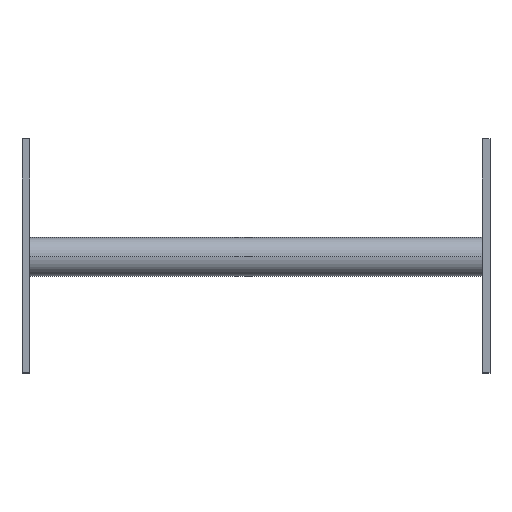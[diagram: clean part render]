
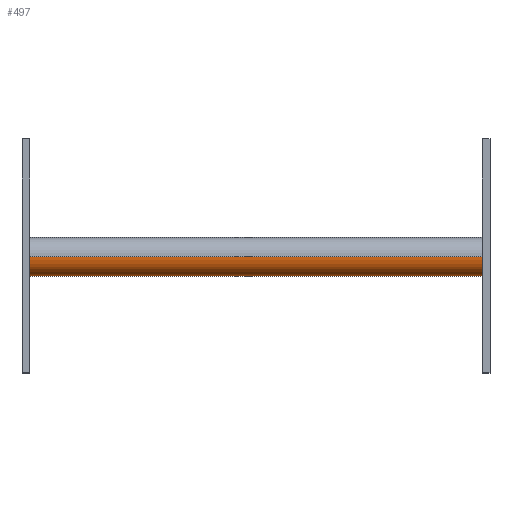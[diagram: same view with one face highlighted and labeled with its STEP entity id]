
A CAD part, top view. The second image highlights one B-rep face of the part: STEP entity #497.
In plain terms, the highlighted cylindrical face has radius 10 mm (diameter 20 mm), a partial arc.
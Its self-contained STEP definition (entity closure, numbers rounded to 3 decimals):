
#39 = FACE_OUTER_BOUND ( 'NONE', #198, .T. ) ;
#54 = AXIS2_PLACEMENT_3D ( 'NONE', #346, #68, #975 ) ;
#68 = DIRECTION ( 'NONE',  ( 0., 0., -1. ) ) ;
#88 = EDGE_CURVE ( 'NONE', #714, #992, #525, .T. ) ;
#97 = ORIENTED_EDGE ( 'NONE', *, *, #88, .F. ) ;
#105 = VECTOR ( 'NONE', #747, 1000. ) ;
#148 = EDGE_CURVE ( 'NONE', #379, #522, #166, .T. ) ;
#166 = CIRCLE ( 'NONE', #263, 10. ) ;
#198 = EDGE_LOOP ( 'NONE', ( #959, #97, #837, #734 ) ) ;
#201 = VECTOR ( 'NONE', #1053, 1000. ) ;
#212 = DIRECTION ( 'NONE',  ( 1., 0., 0. ) ) ;
#253 = CARTESIAN_POINT ( 'NONE',  ( -10., 0., 0. ) ) ;
#262 = DIRECTION ( 'NONE',  ( 0., 0., 1. ) ) ;
#263 = AXIS2_PLACEMENT_3D ( 'NONE', #353, #262, #961 ) ;
#302 = CARTESIAN_POINT ( 'NONE',  ( 0., 0., 240. ) ) ;
#346 = CARTESIAN_POINT ( 'NONE',  ( 0., 0., 240. ) ) ;
#350 = CARTESIAN_POINT ( 'NONE',  ( 10., 0., 0. ) ) ;
#353 = CARTESIAN_POINT ( 'NONE',  ( 0., 0., 0. ) ) ;
#379 = VERTEX_POINT ( 'NONE', #253 ) ;
#383 = AXIS2_PLACEMENT_3D ( 'NONE', #302, #744, #212 ) ;
#432 = CARTESIAN_POINT ( 'NONE',  ( 10., 0., 240. ) ) ;
#461 = EDGE_CURVE ( 'NONE', #992, #522, #1026, .T. ) ;
#462 = CARTESIAN_POINT ( 'NONE',  ( -10., 0., 240. ) ) ;
#497 = ADVANCED_FACE ( 'NONE', ( #39 ), #710, .T. ) ;
#522 = VERTEX_POINT ( 'NONE', #350 ) ;
#524 = LINE ( 'NONE', #920, #105 ) ;
#525 = CIRCLE ( 'NONE', #383, 10. ) ;
#710 = CYLINDRICAL_SURFACE ( 'NONE', #54, 10. ) ;
#714 = VERTEX_POINT ( 'NONE', #462 ) ;
#734 = ORIENTED_EDGE ( 'NONE', *, *, #148, .T. ) ;
#744 = DIRECTION ( 'NONE',  ( 0., 0., 1. ) ) ;
#747 = DIRECTION ( 'NONE',  ( 0., 0., -1. ) ) ;
#785 = EDGE_CURVE ( 'NONE', #714, #379, #524, .T. ) ;
#837 = ORIENTED_EDGE ( 'NONE', *, *, #785, .T. ) ;
#920 = CARTESIAN_POINT ( 'NONE',  ( -10., 0., 240. ) ) ;
#959 = ORIENTED_EDGE ( 'NONE', *, *, #461, .F. ) ;
#961 = DIRECTION ( 'NONE',  ( 1., 0., 0. ) ) ;
#975 = DIRECTION ( 'NONE',  ( -1., 0., 0. ) ) ;
#992 = VERTEX_POINT ( 'NONE', #1011 ) ;
#1011 = CARTESIAN_POINT ( 'NONE',  ( 10., 0., 240. ) ) ;
#1026 = LINE ( 'NONE', #432, #201 ) ;
#1053 = DIRECTION ( 'NONE',  ( 0., 0., -1. ) ) ;
